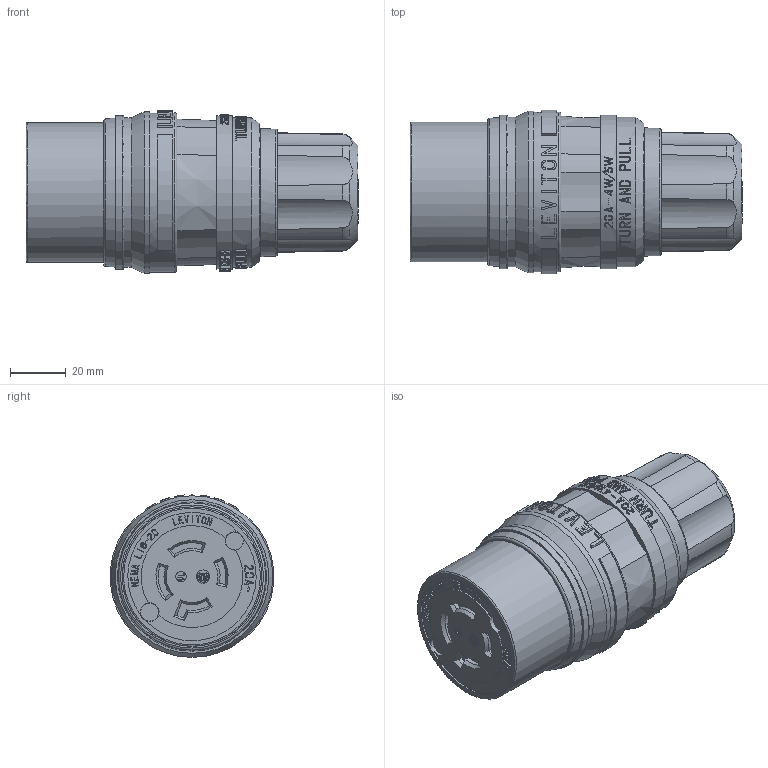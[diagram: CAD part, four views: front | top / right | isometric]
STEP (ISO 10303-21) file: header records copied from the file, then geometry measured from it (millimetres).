
FILE_DESCRIPTION (( 'STEP AP214' ), '1' );
FILE_NAME ('CATSTD-76W76-00C-M01.STEP', '2022-04-14T13:48:41', ( '' ), ( '' ), 'SwSTEP 2.0', 'SolidWorks 2020', '' );
FILE_SCHEMA (( 'AUTOMOTIVE_DESIGN' ));
Length unit declared in the file: inch
Products named in the file (1): CATSTD-76W76-00C-M01
Bounding box: 118.98 x 58.5 x 58.32 mm (x, y, z)
Surface area: 29711.2 mm2 (no closed solid volume)
Topology: 0 solids, 24 shells, 1322 faces, 3509 edges, 2341 vertices
Faces by surface type: plane 1048, cylinder 210, cone 51, bspline 10, torus 3
Full cylindrical faces by diameter (mm): 3.685 x1, 4.75 x1, 6.327 x1, 6.376 x1, 6.604 x1, 6.756 x1, 22.225 x1, 33.04 x1, 49.987 x1, 53.569 x2, 55.031 x1, 55.143 x1, 57.15 x1, 57.912 x1
Entity records: 58968 total; most frequent: CARTESIAN_POINT 11580, ORIENTED_EDGE 6894, DIRECTION 5815, EDGE_CURVE 3455, VERTEX_POINT 2317, VECTOR 1947, LINE 1947, AXIS2_PLACEMENT_3D 1934
